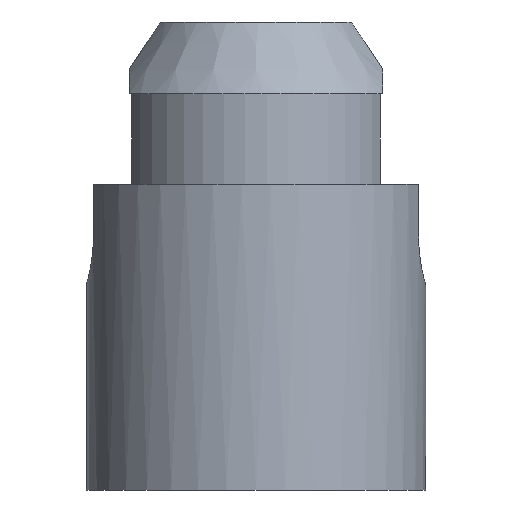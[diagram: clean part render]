
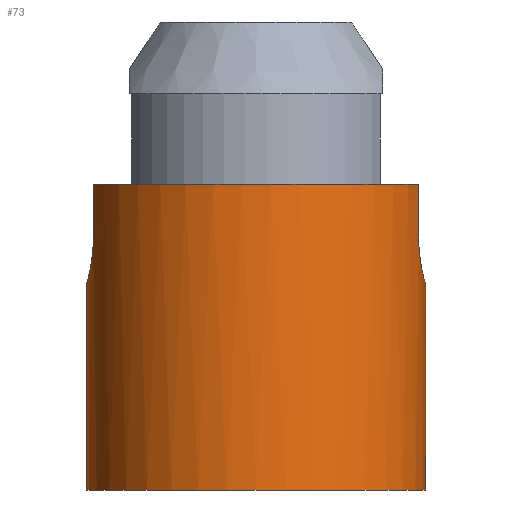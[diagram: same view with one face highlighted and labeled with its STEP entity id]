
A CAD part, left-side view. The second image highlights one B-rep face of the part: STEP entity #73.
In plain terms, the highlighted cylindrical face has radius 3.55 mm (diameter 7.1 mm), a full revolution.
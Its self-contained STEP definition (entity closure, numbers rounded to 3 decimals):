
#73 = ADVANCED_FACE( '', ( #151, #152 ), #153, .T. );
#151 = FACE_OUTER_BOUND( '', #372, .T. );
#152 = FACE_OUTER_BOUND( '', #373, .T. );
#153 = CYLINDRICAL_SURFACE( '', #374, 3.55 );
#372 = EDGE_LOOP( '', ( #512 ) );
#373 = EDGE_LOOP( '', ( #513, #514, #515, #516, #517, #518, #519, #520 ) );
#374 = AXIS2_PLACEMENT_3D( '', #521, #522, #523 );
#512 = ORIENTED_EDGE( '', *, *, #620, .F. );
#513 = ORIENTED_EDGE( '', *, *, #673, .F. );
#514 = ORIENTED_EDGE( '', *, *, #674, .T. );
#515 = ORIENTED_EDGE( '', *, *, #675, .F. );
#516 = ORIENTED_EDGE( '', *, *, #676, .F. );
#517 = ORIENTED_EDGE( '', *, *, #626, .F. );
#518 = ORIENTED_EDGE( '', *, *, #615, .T. );
#519 = ORIENTED_EDGE( '', *, *, #677, .F. );
#520 = ORIENTED_EDGE( '', *, *, #678, .F. );
#521 = CARTESIAN_POINT( '', ( 0., 0., -6.4 ) );
#522 = DIRECTION( '', ( 0., 0., -1. ) );
#523 = DIRECTION( '', ( 1., 0., 0. ) );
#615 = EDGE_CURVE( '', #702, #699, #703, .T. );
#620 = EDGE_CURVE( '', #710, #710, #711, .T. );
#626 = EDGE_CURVE( '', #702, #721, #722, .F. );
#673 = EDGE_CURVE( '', #795, #796, #797, .F. );
#674 = EDGE_CURVE( '', #795, #798, #799, .T. );
#675 = EDGE_CURVE( '', #800, #798, #801, .T. );
#676 = EDGE_CURVE( '', #721, #800, #802, .T. );
#677 = EDGE_CURVE( '', #803, #699, #804, .T. );
#678 = EDGE_CURVE( '', #796, #803, #805, .T. );
#699 = VERTEX_POINT( '', #826 );
#702 = VERTEX_POINT( '', #830 );
#703 = CIRCLE( '', #831, 3.55 );
#710 = VERTEX_POINT( '', #839 );
#711 = CIRCLE( '', #840, 3.55 );
#721 = VERTEX_POINT( '', #856 );
#722 = LINE( '', #857, #858 );
#795 = VERTEX_POINT( '', #1097 );
#796 = VERTEX_POINT( '', #1098 );
#797 = LINE( '', #1099, #1100 );
#798 = VERTEX_POINT( '', #1101 );
#799 = CIRCLE( '', #1102, 3.55 );
#800 = VERTEX_POINT( '', #1103 );
#801 = LINE( '', #1104, #1105 );
#802 = B_SPLINE_CURVE_WITH_KNOTS( '', 3, ( #1106, #1107, #1108, #1109, #1110, #1111, #1112, #1113, #1114, #1115, #1116, #1117, #1118, #1119, #1120, #1121 ), .UNSPECIFIED., .F., .F., ( 4, 2, 2, 2, 2, 2, 2, 4 ), ( 0., 0., 0.001, 0.001, 0.002, 0.002, 0.002, 0.003 ), .UNSPECIFIED. );
#803 = VERTEX_POINT( '', #1122 );
#804 = LINE( '', #1123, #1124 );
#805 = B_SPLINE_CURVE_WITH_KNOTS( '', 3, ( #1125, #1126, #1127, #1128, #1129, #1130, #1131, #1132, #1133, #1134, #1135, #1136, #1137, #1138, #1139, #1140 ), .UNSPECIFIED., .F., .F., ( 4, 2, 2, 2, 2, 2, 2, 4 ), ( 0., 0., 0.001, 0.001, 0.002, 0.002, 0.002, 0.003 ), .UNSPECIFIED. );
#826 = CARTESIAN_POINT( '', ( 1., -3.406, 0. ) );
#830 = CARTESIAN_POINT( '', ( 1., 3.406, 0. ) );
#831 = AXIS2_PLACEMENT_3D( '', #1171, #1172, #1173 );
#839 = CARTESIAN_POINT( '', ( 3.55, 0., -6.4 ) );
#840 = AXIS2_PLACEMENT_3D( '', #1181, #1182, #1183 );
#856 = CARTESIAN_POINT( '', ( 1., 3.406, -1.1 ) );
#857 = CARTESIAN_POINT( '', ( 1., 3.406, -6.4 ) );
#858 = VECTOR( '', #1187, 1000. );
#1097 = CARTESIAN_POINT( '', ( -1., -3.406, 0. ) );
#1098 = CARTESIAN_POINT( '', ( -1., -3.406, -1.1 ) );
#1099 = CARTESIAN_POINT( '', ( -1., -3.406, -6.4 ) );
#1100 = VECTOR( '', #1220, 1000. );
#1101 = CARTESIAN_POINT( '', ( -1., 3.406, 0. ) );
#1102 = AXIS2_PLACEMENT_3D( '', #1221, #1222, #1223 );
#1103 = CARTESIAN_POINT( '', ( -1., 3.406, -1.1 ) );
#1104 = CARTESIAN_POINT( '', ( -1., 3.406, -6.4 ) );
#1105 = VECTOR( '', #1224, 1000. );
#1106 = CARTESIAN_POINT( '', ( 1., 3.406, -1.1 ) );
#1107 = CARTESIAN_POINT( '', ( 1., 3.406, -1.233 ) );
#1108 = CARTESIAN_POINT( '', ( 0.974, 3.414, -1.363 ) );
#1109 = CARTESIAN_POINT( '', ( 0.873, 3.441, -1.605 ) );
#1110 = CARTESIAN_POINT( '', ( 0.799, 3.46, -1.715 ) );
#1111 = CARTESIAN_POINT( '', ( 0.615, 3.497, -1.899 ) );
#1112 = CARTESIAN_POINT( '', ( 0.504, 3.516, -1.973 ) );
#1113 = CARTESIAN_POINT( '', ( 0.264, 3.542, -2.073 ) );
#1114 = CARTESIAN_POINT( '', ( 0.132, 3.55, -2.1 ) );
#1115 = CARTESIAN_POINT( '', ( -0.13, 3.55, -2.1 ) );
#1116 = CARTESIAN_POINT( '', ( -0.262, 3.542, -2.074 ) );
#1117 = CARTESIAN_POINT( '', ( -0.505, 3.516, -1.973 ) );
#1118 = CARTESIAN_POINT( '', ( -0.614, 3.498, -1.9 ) );
#1119 = CARTESIAN_POINT( '', ( -0.892, 3.441, -1.623 ) );
#1120 = CARTESIAN_POINT( '', ( -1., 3.406, -1.366 ) );
#1121 = CARTESIAN_POINT( '', ( -1., 3.406, -1.1 ) );
#1122 = CARTESIAN_POINT( '', ( 1., -3.406, -1.1 ) );
#1123 = CARTESIAN_POINT( '', ( 1., -3.406, -6.4 ) );
#1124 = VECTOR( '', #1225, 1000. );
#1125 = CARTESIAN_POINT( '', ( -1., -3.406, -1.1 ) );
#1126 = CARTESIAN_POINT( '', ( -1., -3.406, -1.233 ) );
#1127 = CARTESIAN_POINT( '', ( -0.974, -3.414, -1.363 ) );
#1128 = CARTESIAN_POINT( '', ( -0.873, -3.441, -1.605 ) );
#1129 = CARTESIAN_POINT( '', ( -0.799, -3.46, -1.715 ) );
#1130 = CARTESIAN_POINT( '', ( -0.615, -3.497, -1.899 ) );
#1131 = CARTESIAN_POINT( '', ( -0.504, -3.516, -1.973 ) );
#1132 = CARTESIAN_POINT( '', ( -0.264, -3.542, -2.073 ) );
#1133 = CARTESIAN_POINT( '', ( -0.132, -3.55, -2.1 ) );
#1134 = CARTESIAN_POINT( '', ( 0.13, -3.55, -2.1 ) );
#1135 = CARTESIAN_POINT( '', ( 0.262, -3.542, -2.074 ) );
#1136 = CARTESIAN_POINT( '', ( 0.505, -3.516, -1.973 ) );
#1137 = CARTESIAN_POINT( '', ( 0.614, -3.498, -1.9 ) );
#1138 = CARTESIAN_POINT( '', ( 0.892, -3.441, -1.623 ) );
#1139 = CARTESIAN_POINT( '', ( 1., -3.406, -1.366 ) );
#1140 = CARTESIAN_POINT( '', ( 1., -3.406, -1.1 ) );
#1171 = CARTESIAN_POINT( '', ( 0., 0., 0. ) );
#1172 = DIRECTION( '', ( 0., 0., -1. ) );
#1173 = DIRECTION( '', ( 1., 0., 0. ) );
#1181 = CARTESIAN_POINT( '', ( 0., 0., -6.4 ) );
#1182 = DIRECTION( '', ( 0., 0., -1. ) );
#1183 = DIRECTION( '', ( 1., 0., 0. ) );
#1187 = DIRECTION( '', ( 0., 0., 1. ) );
#1220 = DIRECTION( '', ( 0., 0., 1. ) );
#1221 = CARTESIAN_POINT( '', ( 0., 0., 0. ) );
#1222 = DIRECTION( '', ( 0., 0., -1. ) );
#1223 = DIRECTION( '', ( 1., 0., 0. ) );
#1224 = DIRECTION( '', ( 0., 0., 1. ) );
#1225 = DIRECTION( '', ( 0., 0., 1. ) );
